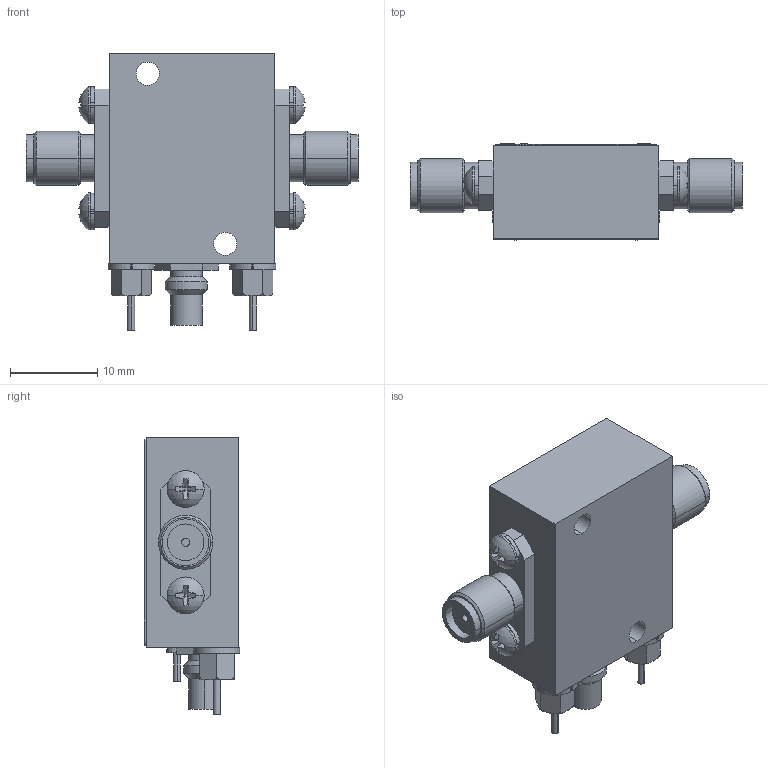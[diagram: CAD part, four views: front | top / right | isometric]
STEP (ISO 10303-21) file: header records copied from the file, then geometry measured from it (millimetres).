
FILE_DESCRIPTION (( 'STEP AP214' ), '1' );
FILE_NAME ('OL 9013 3D.STEP', '2025-09-08T06:16:39', ( '' ), ( '' ), 'SwSTEP 2.0', 'SolidWorks 2024', '' );
FILE_SCHEMA (( 'AUTOMOTIVE_DESIGN' ));
Length unit declared in the file: inch
Products named in the file (8): Copy of gnd^OL 9013 3D; Copy of 12974-P1^OL 9013 3D; Copy of I-494304^OL 9013 3D; OL 9013 3D; Copy of kon^OL 9013 3D; Copy of I-464027-P1^OL 9013 3D; Copy of 20500301^OL 9013 3D; Copy of 23400301 NP 9013^OL 9013 3D
Assembly tree (10 placements, depth 2):
  OL 9013 3D
    Copy of 20500301^OL 9013 3D
    Copy of 23400301 NP 9013^OL 9013 3D
    Copy of 12974-P1^OL 9013 3D
    Copy of gnd^OL 9013 3D
    Copy of kon^OL 9013 3D  x2
    Copy of I-494304^OL 9013 3D  x2
    Copy of I-464027-P1^OL 9013 3D  x2
Bounding box: 38.1 x 11 x 31.72 mm (x, y, z)
Volume: 5818.4 mm3; surface area: 4936.1 mm2
Topology: 18 solids, 18 shells, 1924 faces, 5143 edges, 3401 vertices
Faces by surface type: plane 1119, bspline 559, cylinder 200, cone 34, sphere 8, torus 4
Entity records: 64717 total; most frequent: CARTESIAN_POINT 22637, ORIENTED_EDGE 9706, DIRECTION 6592, EDGE_CURVE 4853, VECTOR 3352, LINE 3352, VERTEX_POINT 3223, EDGE_LOOP 1964
